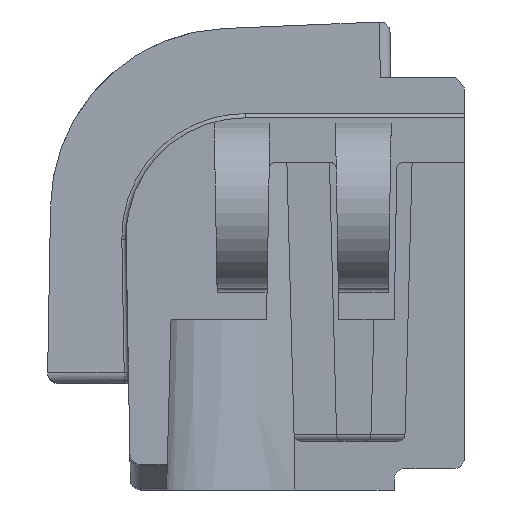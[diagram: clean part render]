
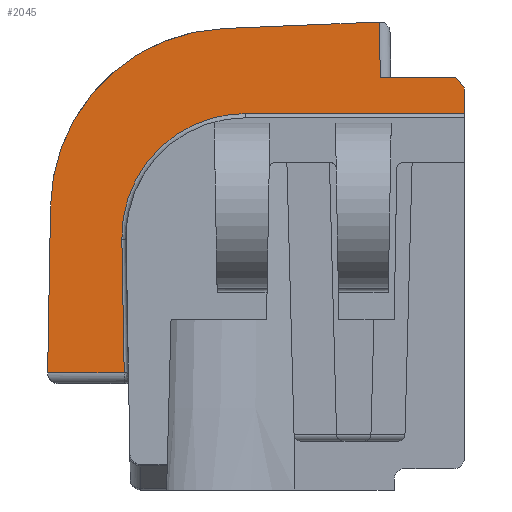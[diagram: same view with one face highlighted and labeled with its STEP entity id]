
A CAD part, front view. The second image highlights one B-rep face of the part: STEP entity #2045.
In plain terms, the highlighted planar face has unit normal (0, -1, 0.018).
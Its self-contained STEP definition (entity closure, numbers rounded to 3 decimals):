
#27=PLANE('',#2196);
#100=LINE('',#3151,#299);
#101=LINE('',#3154,#300);
#102=LINE('',#3156,#301);
#103=LINE('',#3160,#302);
#104=LINE('',#3162,#303);
#105=LINE('',#3164,#304);
#106=LINE('',#3166,#305);
#107=LINE('',#3168,#306);
#108=LINE('',#3171,#307);
#299=VECTOR('',#2471,10.);
#300=VECTOR('',#2474,10.);
#301=VECTOR('',#2475,10.);
#302=VECTOR('',#2478,10.);
#303=VECTOR('',#2479,10.);
#304=VECTOR('',#2480,10.);
#305=VECTOR('',#2481,10.);
#306=VECTOR('',#2482,10.);
#307=VECTOR('',#2485,10.);
#486=ELLIPSE('',#2191,4.251,4.25);
#487=ELLIPSE('',#2197,2.9,2.9);
#488=ELLIPSE('',#2198,0.25,0.25);
#623=FACE_OUTER_BOUND('',#744,.T.);
#744=EDGE_LOOP('',(#1455,#1456,#1457,#1458,#1459,#1460,#1461,#1462,#1463,
#1464,#1465,#1466));
#899=VERTEX_POINT('',#3063);
#919=VERTEX_POINT('',#3141);
#920=VERTEX_POINT('',#3142);
#922=VERTEX_POINT('',#3153);
#923=VERTEX_POINT('',#3155);
#924=VERTEX_POINT('',#3157);
#925=VERTEX_POINT('',#3159);
#926=VERTEX_POINT('',#3161);
#927=VERTEX_POINT('',#3163);
#928=VERTEX_POINT('',#3165);
#929=VERTEX_POINT('',#3167);
#930=VERTEX_POINT('',#3169);
#1121=EDGE_CURVE('',#919,#920,#486,.T.);
#1126=EDGE_CURVE('',#899,#920,#100,.F.);
#1127=EDGE_CURVE('',#899,#922,#101,.T.);
#1128=EDGE_CURVE('',#922,#923,#102,.T.);
#1129=EDGE_CURVE('',#923,#924,#487,.T.);
#1130=EDGE_CURVE('',#924,#925,#103,.T.);
#1131=EDGE_CURVE('',#925,#926,#104,.F.);
#1132=EDGE_CURVE('',#926,#927,#105,.F.);
#1133=EDGE_CURVE('',#927,#928,#106,.F.);
#1134=EDGE_CURVE('',#928,#929,#107,.T.);
#1135=EDGE_CURVE('',#929,#930,#488,.T.);
#1136=EDGE_CURVE('',#930,#919,#108,.T.);
#1455=ORIENTED_EDGE('',*,*,#1121,.T.);
#1456=ORIENTED_EDGE('',*,*,#1126,.F.);
#1457=ORIENTED_EDGE('',*,*,#1127,.T.);
#1458=ORIENTED_EDGE('',*,*,#1128,.T.);
#1459=ORIENTED_EDGE('',*,*,#1129,.T.);
#1460=ORIENTED_EDGE('',*,*,#1130,.T.);
#1461=ORIENTED_EDGE('',*,*,#1131,.T.);
#1462=ORIENTED_EDGE('',*,*,#1132,.T.);
#1463=ORIENTED_EDGE('',*,*,#1133,.T.);
#1464=ORIENTED_EDGE('',*,*,#1134,.T.);
#1465=ORIENTED_EDGE('',*,*,#1135,.T.);
#1466=ORIENTED_EDGE('',*,*,#1136,.T.);
#2045=ADVANCED_FACE('',(#623),#27,.F.);
#2191=AXIS2_PLACEMENT_3D('',#3143,#2459,#2460);
#2196=AXIS2_PLACEMENT_3D('',#3152,#2472,#2473);
#2197=AXIS2_PLACEMENT_3D('',#3158,#2476,#2477);
#2198=AXIS2_PLACEMENT_3D('',#3170,#2483,#2484);
#2459=DIRECTION('center_axis',(0.,-1.,0.017));
#2460=DIRECTION('ref_axis',(0.,0.017,1.));
#2471=DIRECTION('',(-0.017,-0.017,-1.));
#2472=DIRECTION('center_axis',(0.,1.,-0.017));
#2473=DIRECTION('ref_axis',(-1.,0.,0.));
#2474=DIRECTION('',(1.,0.,0.));
#2475=DIRECTION('',(-0.017,0.017,1.));
#2476=DIRECTION('center_axis',(0.,1.,-0.017));
#2477=DIRECTION('ref_axis',(0.,0.017,1.));
#2478=DIRECTION('',(1.,0.,0.));
#2479=DIRECTION('',(0.,-0.017,-1.));
#2480=DIRECTION('',(0.625,-0.014,-0.781));
#2481=DIRECTION('',(1.,0.,0.));
#2482=DIRECTION('',(-0.017,0.017,1.));
#2483=DIRECTION('center_axis',(0.,-1.,0.017));
#2484=DIRECTION('ref_axis',(0.,0.017,1.));
#2485=DIRECTION('',(-0.999,-0.001,-0.042));
#3063=CARTESIAN_POINT('',(-5.796,-8.446,3.754));
#3141=CARTESIAN_POINT('',(-1.656,-8.304,11.848));
#3142=CARTESIAN_POINT('',(-5.727,-8.377,7.676));
#3143=CARTESIAN_POINT('Origin',(-1.478,-8.378,7.602));
#3151=CARTESIAN_POINT('',(-5.799,-8.449,3.573));
#3152=CARTESIAN_POINT('Origin',(2.4,-8.45,3.5));
#3153=CARTESIAN_POINT('',(-3.996,-8.446,3.754));
#3154=CARTESIAN_POINT('',(0.388,-8.446,3.754));
#3155=CARTESIAN_POINT('',(-4.051,-8.391,6.898));
#3156=CARTESIAN_POINT('',(-3.96,-8.482,1.688));
#3157=CARTESIAN_POINT('',(-1.152,-8.339,9.848));
#3158=CARTESIAN_POINT('Origin',(-1.152,-8.39,6.948));
#3159=CARTESIAN_POINT('',(4.,-8.339,9.848));
#3160=CARTESIAN_POINT('',(1.2,-8.339,9.848));
#3161=CARTESIAN_POINT('',(4.,-8.329,10.45));
#3162=CARTESIAN_POINT('',(4.,-8.478,1.905));
#3163=CARTESIAN_POINT('',(3.8,-8.324,10.7));
#3164=CARTESIAN_POINT('',(5.278,-8.357,8.852));
#3165=CARTESIAN_POINT('',(2.024,-8.324,10.7));
#3166=CARTESIAN_POINT('',(1.2,-8.324,10.7));
#3167=CARTESIAN_POINT('',(2.002,-8.302,12.001));
#3168=CARTESIAN_POINT('',(2.147,-8.447,3.67));
#3169=CARTESIAN_POINT('',(1.995,-8.302,12.001));
#3170=CARTESIAN_POINT('Origin',(2.006,-8.306,11.751));
#3171=CARTESIAN_POINT('',(0.214,-8.303,11.926));
